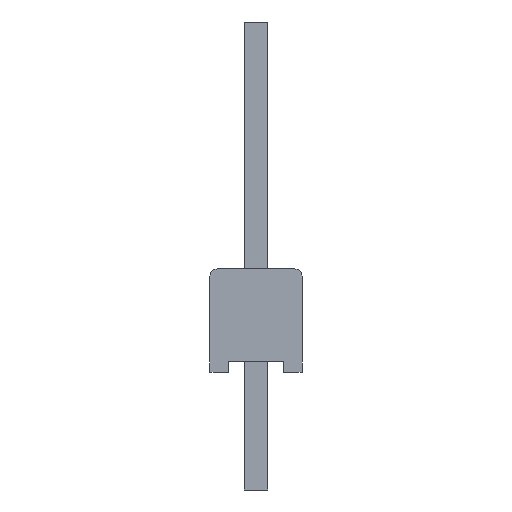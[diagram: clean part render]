
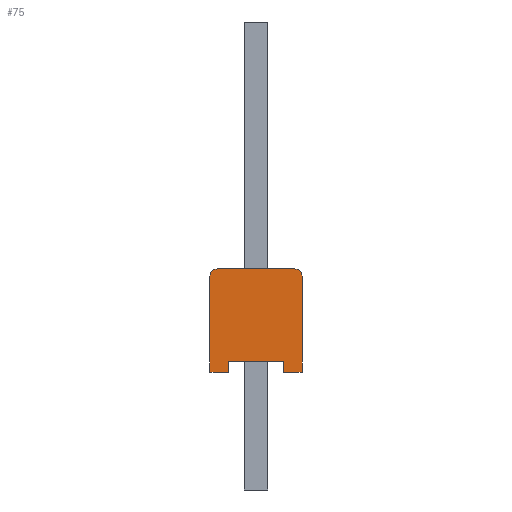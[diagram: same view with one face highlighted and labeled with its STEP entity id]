
A CAD part, left-side view. The second image highlights one B-rep face of the part: STEP entity #75.
In plain terms, the highlighted planar face has unit normal (-1, 0, 0).
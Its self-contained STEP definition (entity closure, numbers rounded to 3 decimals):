
#75=ADVANCED_FACE('',(#448),#449,.F.);
#448=FACE_OUTER_BOUND('',#1264,.T.);
#449=PLANE('',#1265);
#1264=EDGE_LOOP('',(#2080,#2081,#2082,#2083,#2084,#2085,#2086,#2087,#2088,#2089));
#1265=AXIS2_PLACEMENT_3D('',#2090,#2091,#2092);
#2080=ORIENTED_EDGE('',*,*,#4984,.F.);
#2081=ORIENTED_EDGE('',*,*,#4985,.F.);
#2082=ORIENTED_EDGE('',*,*,#4986,.F.);
#2083=ORIENTED_EDGE('',*,*,#4987,.F.);
#2084=ORIENTED_EDGE('',*,*,#4988,.F.);
#2085=ORIENTED_EDGE('',*,*,#4989,.F.);
#2086=ORIENTED_EDGE('',*,*,#4990,.F.);
#2087=ORIENTED_EDGE('',*,*,#4991,.F.);
#2088=ORIENTED_EDGE('',*,*,#4992,.F.);
#2089=ORIENTED_EDGE('',*,*,#4993,.F.);
#2090=CARTESIAN_POINT('',(-45.72,0.0,0.0));
#2091=DIRECTION('',(1.0,0.0,0.0));
#2092=DIRECTION('',(0.0,1.0,-0.0));
#4984=EDGE_CURVE('',#5878,#5879,#5880,.T.);
#4985=EDGE_CURVE('',#5881,#5878,#5882,.T.);
#4986=EDGE_CURVE('',#5883,#5881,#5884,.T.);
#4987=EDGE_CURVE('',#5885,#5883,#5886,.T.);
#4988=EDGE_CURVE('',#5887,#5885,#5888,.T.);
#4989=EDGE_CURVE('',#5889,#5887,#5890,.T.);
#4990=EDGE_CURVE('',#5891,#5889,#5892,.T.);
#4991=EDGE_CURVE('',#5893,#5891,#5894,.T.);
#4992=EDGE_CURVE('',#5895,#5893,#5896,.T.);
#4993=EDGE_CURVE('',#5879,#5895,#5897,.T.);
#5878=VERTEX_POINT('',#7368);
#5879=VERTEX_POINT('',#7369);
#5880=LINE('',#7370,#7371);
#5881=VERTEX_POINT('',#7372);
#5882=CIRCLE('',#7373,0.2);
#5883=VERTEX_POINT('',#7374);
#5884=LINE('',#7375,#7376);
#5885=VERTEX_POINT('',#7377);
#5886=LINE('',#7378,#7379);
#5887=VERTEX_POINT('',#7380);
#5888=LINE('',#7381,#7382);
#5889=VERTEX_POINT('',#7383);
#5890=LINE('',#7384,#7385);
#5891=VERTEX_POINT('',#7386);
#5892=LINE('',#7387,#7388);
#5893=VERTEX_POINT('',#7389);
#5894=LINE('',#7390,#7391);
#5895=VERTEX_POINT('',#7392);
#5896=LINE('',#7393,#7394);
#5897=CIRCLE('',#7395,0.2);
#7368=CARTESIAN_POINT('',(-45.72,1.05,0.0));
#7369=CARTESIAN_POINT('',(-45.72,-1.05,0.0));
#7370=CARTESIAN_POINT('',(-45.72,1.05,0.0));
#7371=VECTOR('',#9748,2.1);
#7372=CARTESIAN_POINT('',(-45.72,1.25,-0.2));
#7373=AXIS2_PLACEMENT_3D('',#9749,#9750,#9751);
#7374=CARTESIAN_POINT('',(-45.72,1.25,-2.8));
#7375=CARTESIAN_POINT('',(-45.72,1.25,-2.8));
#7376=VECTOR('',#9752,2.6);
#7377=CARTESIAN_POINT('',(-45.72,0.75,-2.8));
#7378=CARTESIAN_POINT('',(-45.72,0.75,-2.8));
#7379=VECTOR('',#9753,0.5);
#7380=CARTESIAN_POINT('',(-45.72,0.75,-2.5));
#7381=CARTESIAN_POINT('',(-45.72,0.75,-2.5));
#7382=VECTOR('',#9754,0.3);
#7383=CARTESIAN_POINT('',(-45.72,-0.75,-2.5));
#7384=CARTESIAN_POINT('',(-45.72,-0.75,-2.5));
#7385=VECTOR('',#9755,1.5);
#7386=CARTESIAN_POINT('',(-45.72,-0.75,-2.8));
#7387=CARTESIAN_POINT('',(-45.72,-0.75,-2.8));
#7388=VECTOR('',#9756,0.3);
#7389=CARTESIAN_POINT('',(-45.72,-1.25,-2.8));
#7390=CARTESIAN_POINT('',(-45.72,-1.25,-2.8));
#7391=VECTOR('',#9757,0.5);
#7392=CARTESIAN_POINT('',(-45.72,-1.25,-0.2));
#7393=CARTESIAN_POINT('',(-45.72,-1.25,-0.2));
#7394=VECTOR('',#9758,2.6);
#7395=AXIS2_PLACEMENT_3D('',#9759,#9760,#9761);
#9748=DIRECTION('',(0.0,-1.0,0.0));
#9749=CARTESIAN_POINT('',(-45.72,1.05,-0.2));
#9750=DIRECTION('',(1.0,0.0,0.0));
#9751=DIRECTION('',(0.0,1.0,0.0));
#9752=DIRECTION('',(0.0,0.0,1.0));
#9753=DIRECTION('',(0.0,1.0,0.0));
#9754=DIRECTION('',(0.0,0.0,-1.0));
#9755=DIRECTION('',(0.0,1.0,0.0));
#9756=DIRECTION('',(0.0,0.0,1.0));
#9757=DIRECTION('',(0.0,1.0,0.0));
#9758=DIRECTION('',(0.0,0.0,-1.0));
#9759=CARTESIAN_POINT('',(-45.72,-1.05,-0.2));
#9760=DIRECTION('',(1.0,0.0,-0.0));
#9761=DIRECTION('',(0.0,0.0,1.0));
